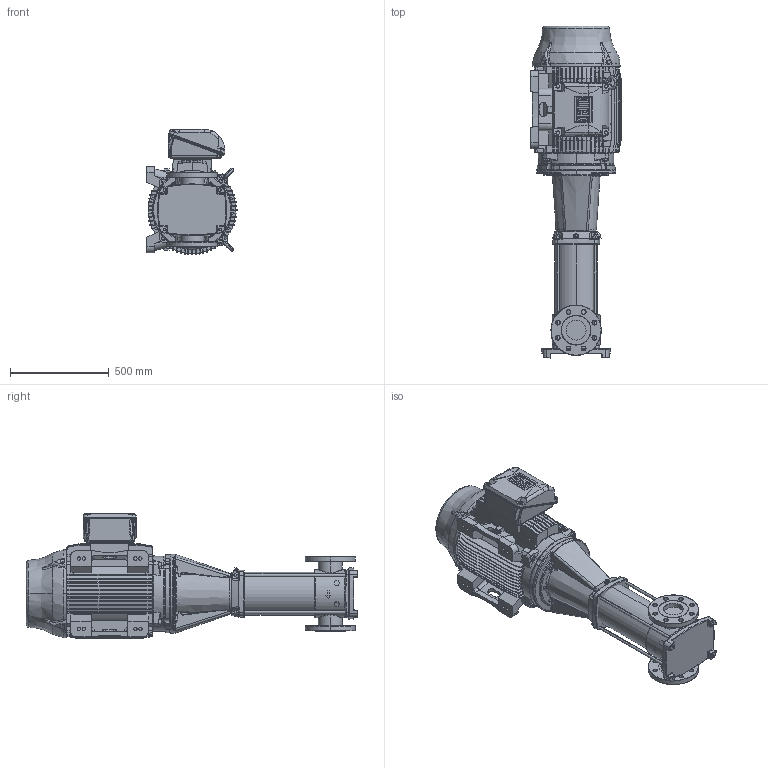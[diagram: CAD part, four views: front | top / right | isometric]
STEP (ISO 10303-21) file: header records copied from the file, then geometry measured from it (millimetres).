
FILE_DESCRIPTION (( 'STEP AP203' ), '1' );
FILE_NAME ('3350152 - MVI-450-4_2-60 HP-364TSC-304-E-575~3.step', '2022-03-31T15:53:04', ( '' ), ( '' ), 'SwSTEP 2.0', 'SolidWorks 2021', '' );
FILE_SCHEMA (( 'CONFIG_CONTROL_DESIGN' ));
Length unit declared in the file: inch
Products named in the file (5): SBI(N)90-4-2; MVI PEO - [304-EPDM]_3304152 - MVI-450-4_2-60 HP-364TSC-304-E-S; TEFC MOTOR_3310246 - NEMA 60HP VH2 3~575V 364_5TSC TEFC; 3350152 - MVI-450-4_2-60 HP-364TSC-304-E-575~3; 3310246 - NEMA 60HP VH2 3~575V 364_5TSC TEFC
Assembly tree (4 placements, depth 3):
  3350152 - MVI-450-4_2-60 HP-364TSC-304-E-575~3
    MVI PEO - [304-EPDM]_3304152 - MVI-450-4_2-60 HP-364TSC-304-E-S
      SBI(N)90-4-2
    TEFC MOTOR_3310246 - NEMA 60HP VH2 3~575V 364_5TSC TEFC
      3310246 - NEMA 60HP VH2 3~575V 364_5TSC TEFC
Bounding box: 456.1 x 1677.66 x 634.31 mm (x, y, z)
Volume: 153044735.2 mm3; surface area: 5327991.5 mm2
Topology: 16 solids, 43 shells, 3635 faces, 9574 edges, 6097 vertices
Faces by surface type: plane 1482, bspline 773, cone 752, cylinder 628
Entity records: 176528 total; most frequent: CARTESIAN_POINT 93348, ORIENTED_EDGE 18992, DIRECTION 14829, EDGE_CURVE 9496, VERTEX_POINT 6097, AXIS2_PLACEMENT_3D 5440, VECTOR 3949, LINE 3949
